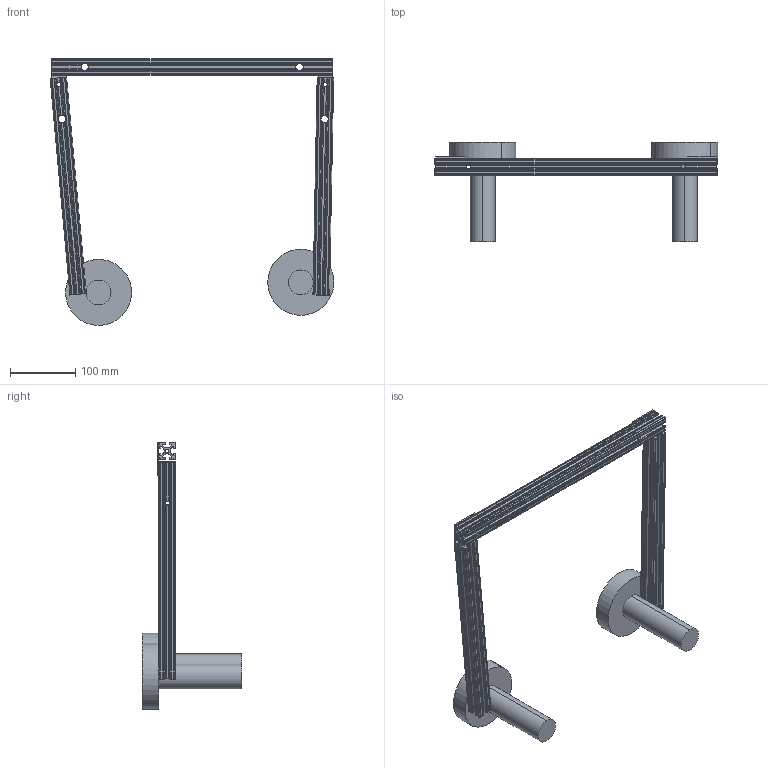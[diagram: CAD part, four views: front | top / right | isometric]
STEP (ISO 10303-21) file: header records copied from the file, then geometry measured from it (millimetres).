
FILE_DESCRIPTION (( 'STEP AP203' ), '1' );
FILE_NAME ('David- Wheel Intake Final.STEP', '2018-01-15T15:29:07', ( '' ), ( '' ), 'SwSTEP 2.0', 'SolidWorks 2017', '' );
FILE_SCHEMA (( 'CONFIG_CONTROL_DESIGN' ));
Length unit declared in the file: inch
Products named in the file (6): motor; David- link plate; modifiable_t-slot_bar__13.153_in_ with holes; David 17 in T-Slot with holes; David- Wheel Intake Final; 4in wheel
Assembly tree (9 placements, depth 2):
  David- Wheel Intake Final
    David 17 in T-Slot with holes
    modifiable_t-slot_bar__13.153_in_ with holes  x2
    David- link plate  x2
    4in wheel  x2
    motor  x2
Bounding box: 436.21 x 152.4 x 409.96 mm (x, y, z)
Volume: 1062693.8 mm3; surface area: 331592.9 mm2
Topology: 9 solids, 9 shells, 546 faces, 1664 edges, 1104 vertices
Faces by surface type: cylinder 308, plane 238
Entity records: 14968 total; most frequent: CARTESIAN_POINT 4092, ORIENTED_EDGE 2264, DIRECTION 2044, EDGE_CURVE 1132, VERTEX_POINT 752, AXIS2_PLACEMENT_3D 704, LINE 636, VECTOR 636
